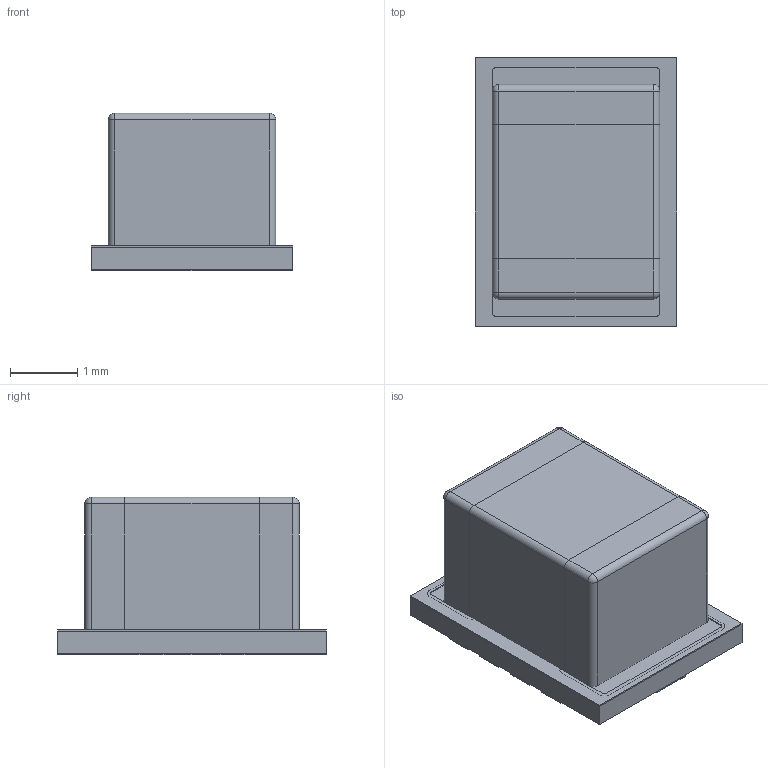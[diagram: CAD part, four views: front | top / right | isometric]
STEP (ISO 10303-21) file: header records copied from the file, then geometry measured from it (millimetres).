
FILE_DESCRIPTION((''),'2;1');
FILE_NAME('SIL0014B_ASM','2020-02-05T15:13:19',('a0412086'),(''),'CREO PARAMETRIC BY PTC INC, 2019292','CREO PARAMETRIC BY PTC INC, 2019292','');
FILE_SCHEMA(('AUTOMOTIVE_DESIGN { 1 0 10303 214 1 1 1 1 }'));
Length unit declared in the file: millimetre
Products named in the file (9): SOLDERMASK-SIL0014B; SUBSTRATE-SIP; INDUCTOR-BODY-MLV; INDUCTOR-TERMNL-MLV; INDUCTOR-DFE252010P_ASM; BOT_MET; TOP_MET; SOLDERMASK_TOP; SIL0014B_ASM
Assembly tree (9 placements, depth 3):
  SIL0014B_ASM
    SOLDERMASK-SIL0014B
    SUBSTRATE-SIP
    INDUCTOR-DFE252010P_ASM
      INDUCTOR-BODY-MLV
      INDUCTOR-TERMNL-MLV  x2
    BOT_MET
    TOP_MET
    SOLDERMASK_TOP
Bounding box: 3 x 4 x 2.35 mm (x, y, z)
Volume: 20.3 mm3; surface area: 143.2 mm2
Topology: 18 solids, 18 shells, 439 faces, 1197 edges, 794 vertices
Faces by surface type: plane 391, cylinder 44, sphere 4
Entity records: 17479 total; most frequent: CARTESIAN_POINT 2420, ORIENTED_EDGE 2340, DIRECTION 2142, PRESENTATION_STYLE_ASSIGNMENT 1187, STYLED_ITEM 1187, CURVE_STYLE 1170, EDGE_CURVE 1170, VECTOR 1092
